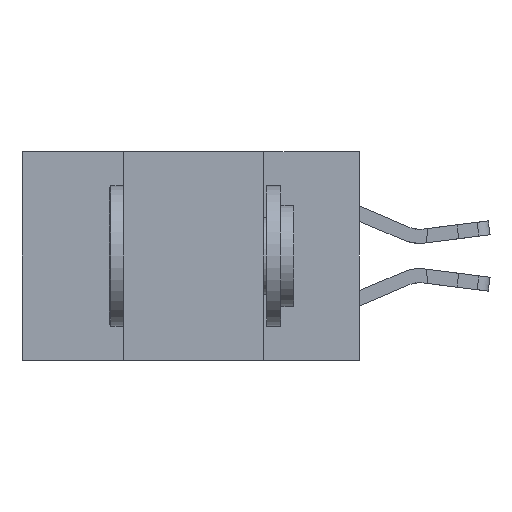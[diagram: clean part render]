
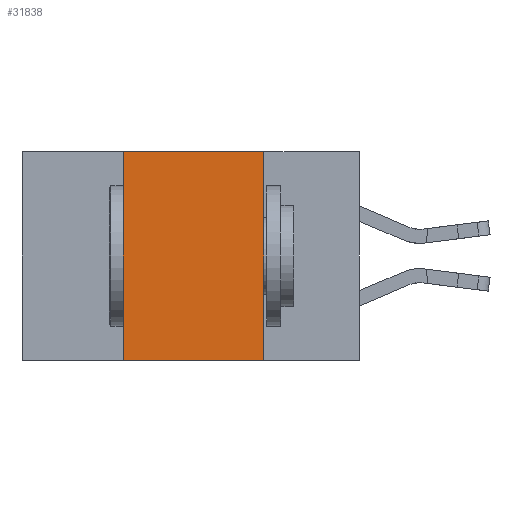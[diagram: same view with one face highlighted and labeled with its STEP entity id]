
A CAD part, left-side view. The second image highlights one B-rep face of the part: STEP entity #31838.
In plain terms, the highlighted planar face has unit normal (-1, 0, 0).
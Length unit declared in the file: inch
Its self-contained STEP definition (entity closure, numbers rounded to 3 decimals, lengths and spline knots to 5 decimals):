
#129 = ORIENTED_EDGE ( 'NONE', *, *, #28173, .F. ) ;
#942 = CARTESIAN_POINT ( 'NONE',  ( 0., 0.6, -0.37 ) ) ;
#3148 = VERTEX_POINT ( 'NONE', #30089 ) ;
#3894 = CARTESIAN_POINT ( 'NONE',  ( 0., 0.6, 0. ) ) ;
#3982 = ORIENTED_EDGE ( 'NONE', *, *, #17780, .F. ) ;
#4119 = VECTOR ( 'NONE', #17434, 39.37008 ) ;
#5772 = LINE ( 'NONE', #19390, #12190 ) ;
#6203 = CARTESIAN_POINT ( 'NONE',  ( 0., 0.17, 0. ) ) ;
#9349 = PLANE ( 'NONE',  #15326 ) ;
#10765 = VECTOR ( 'NONE', #14730, 39.37008 ) ;
#11129 = DIRECTION ( 'NONE',  ( 0., 0., -1. ) ) ;
#12190 = VECTOR ( 'NONE', #11129, 39.37008 ) ;
#12583 = EDGE_CURVE ( 'NONE', #35239, #27298, #30631, .T. ) ;
#14730 = DIRECTION ( 'NONE',  ( 0., -1., 0. ) ) ;
#15326 = AXIS2_PLACEMENT_3D ( 'NONE', #25595, #17367, #22621 ) ;
#17367 = DIRECTION ( 'NONE',  ( 1., 0., 0. ) ) ;
#17434 = DIRECTION ( 'NONE',  ( 0., -1., 0. ) ) ;
#17780 = EDGE_CURVE ( 'NONE', #23803, #3148, #5772, .T. ) ;
#19390 = CARTESIAN_POINT ( 'NONE',  ( 0., 0.17, 0. ) ) ;
#19455 = EDGE_CURVE ( 'NONE', #35239, #3148, #31691, .T. ) ;
#19519 = CARTESIAN_POINT ( 'NONE',  ( 0., 0.42, 0. ) ) ;
#20076 = ORIENTED_EDGE ( 'NONE', *, *, #19455, .T. ) ;
#20638 = EDGE_LOOP ( 'NONE', ( #3982, #129, #28978, #20076 ) ) ;
#21118 = DIRECTION ( 'NONE',  ( 0., 0., 1. ) ) ;
#22251 = FACE_OUTER_BOUND ( 'NONE', #20638, .T. ) ;
#22621 = DIRECTION ( 'NONE',  ( 0., 0., -1. ) ) ;
#23803 = VERTEX_POINT ( 'NONE', #6203 ) ;
#25595 = CARTESIAN_POINT ( 'NONE',  ( 0., 0.6, 0. ) ) ;
#26577 = CARTESIAN_POINT ( 'NONE',  ( 0., 0.42, 0. ) ) ;
#27221 = VECTOR ( 'NONE', #21118, 39.37008 ) ;
#27298 = VERTEX_POINT ( 'NONE', #19519 ) ;
#28173 = EDGE_CURVE ( 'NONE', #27298, #23803, #30589, .T. ) ;
#28978 = ORIENTED_EDGE ( 'NONE', *, *, #12583, .F. ) ;
#30089 = CARTESIAN_POINT ( 'NONE',  ( 0., 0.17, -0.37 ) ) ;
#30589 = LINE ( 'NONE', #3894, #4119 ) ;
#30631 = LINE ( 'NONE', #26577, #27221 ) ;
#31691 = LINE ( 'NONE', #942, #10765 ) ;
#31838 = ADVANCED_FACE ( 'NONE', ( #22251 ), #9349, .F. ) ;
#32788 = CARTESIAN_POINT ( 'NONE',  ( 0., 0.42, -0.37 ) ) ;
#35239 = VERTEX_POINT ( 'NONE', #32788 ) ;
